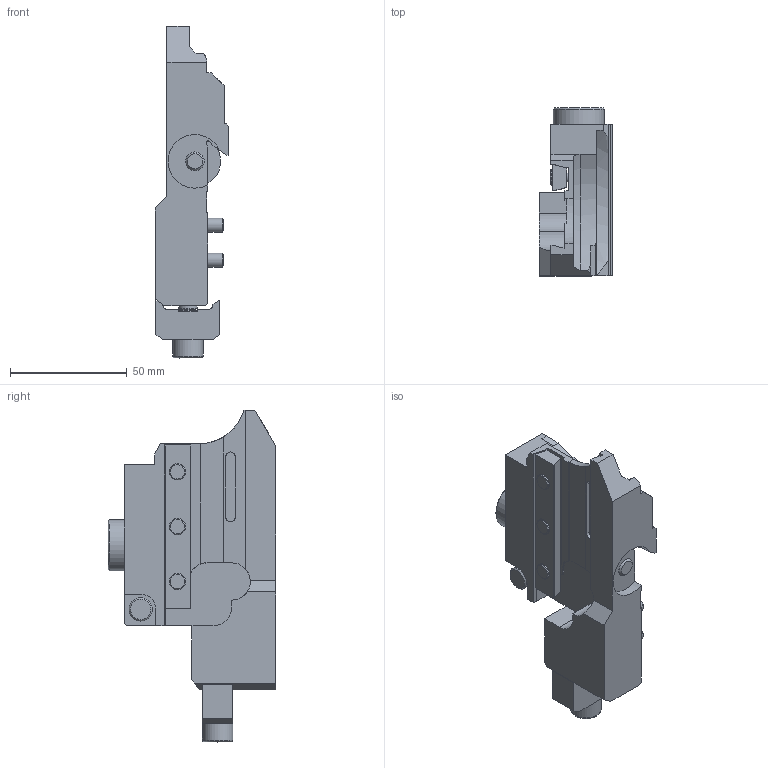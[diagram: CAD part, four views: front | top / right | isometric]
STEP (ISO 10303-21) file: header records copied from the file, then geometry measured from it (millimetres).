
FILE_DESCRIPTION(/* description */ (''),/* implementation_level */ '2;1');
FILE_NAME(/* name */ 'W5190255_stp.stp',/* time_stamp */ '2015-10-08T13:55:08+02:00',/* author */ (''),/* organization */ (''),/* preprocessor_version */ 'ST-DEVELOPER v15',/* originating_system */ 'SIEMENS PLM Software NX 9.0',/* authorisation */ '');
FILE_SCHEMA (('AUTOMOTIVE_DESIGN { 1 0 10303 214 3 1 1 1 }'));
Length unit declared in the file: millimetre
Products named in the file (1): _
Bounding box: 31.5 x 72 x 142.29 mm (x, y, z)
Volume: 113330 mm3; surface area: 28525.8 mm2
Topology: 1 solids, 1 shells, 168 faces, 439 edges, 290 vertices
Faces by surface type: plane 115, cylinder 38, cone 11, torus 4
Full cylindrical faces by diameter (mm): 4 x3, 6 x4, 6.6 x1, 7 x3, 8 x4, 10 x1, 13 x1, 22 x1
Entity records: 4957 total; most frequent: CARTESIAN_POINT 874, DIRECTION 837, ORIENTED_EDGE 792, EDGE_CURVE 396, LINE 285, VECTOR 285, VERTEX_POINT 279, AXIS2_PLACEMENT_3D 276
